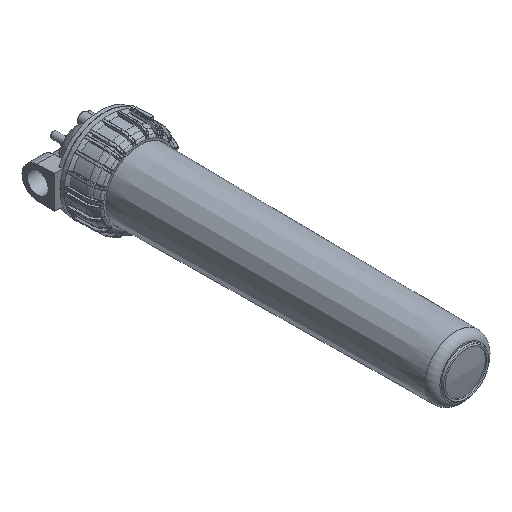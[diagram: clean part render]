
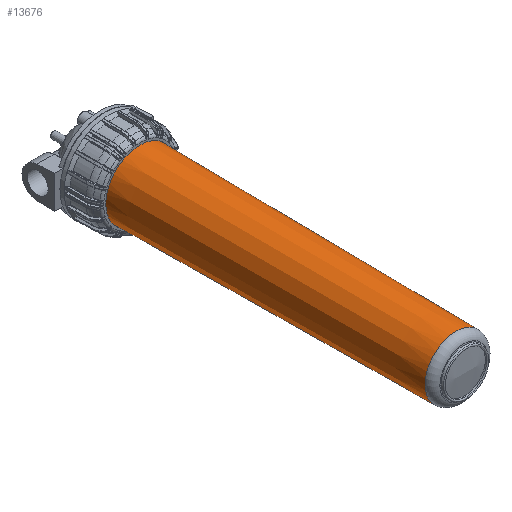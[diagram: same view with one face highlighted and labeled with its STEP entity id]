
A CAD part, isometric view. The second image highlights one B-rep face of the part: STEP entity #13676.
In plain terms, the highlighted conical face has half-angle 0.521 degrees and reference radius 46.867 mm.
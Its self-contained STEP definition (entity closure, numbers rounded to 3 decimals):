
#113=CONICAL_SURFACE('',#14908,46.867,0.009);
#1589=LINE('',#23309,#2041);
#2041=VECTOR('',#16846,46.867);
#2693=FACE_OUTER_BOUND('',#3639,.T.);
#3639=EDGE_LOOP('',(#9652,#9653,#9654,#9655,#9656,#9657,#9658));
#4608=CIRCLE('',#14884,49.);
#4609=CIRCLE('',#14885,49.);
#4620=CIRCLE('',#14904,44.734);
#4621=CIRCLE('',#14905,44.734);
#4623=CIRCLE('',#14907,44.734);
#5545=VERTEX_POINT('',#23266);
#5546=VERTEX_POINT('',#23267);
#5557=VERTEX_POINT('',#23301);
#5558=VERTEX_POINT('',#23302);
#5559=VERTEX_POINT('',#23304);
#7013=EDGE_CURVE('',#5545,#5546,#4608,.T.);
#7014=EDGE_CURVE('',#5546,#5545,#4609,.T.);
#7028=EDGE_CURVE('',#5557,#5558,#4620,.T.);
#7029=EDGE_CURVE('',#5559,#5557,#4621,.T.);
#7031=EDGE_CURVE('',#5558,#5559,#4623,.T.);
#7032=EDGE_CURVE('',#5546,#5558,#1589,.T.);
#9652=ORIENTED_EDGE('',*,*,#7013,.F.);
#9653=ORIENTED_EDGE('',*,*,#7014,.F.);
#9654=ORIENTED_EDGE('',*,*,#7032,.T.);
#9655=ORIENTED_EDGE('',*,*,#7031,.T.);
#9656=ORIENTED_EDGE('',*,*,#7029,.T.);
#9657=ORIENTED_EDGE('',*,*,#7028,.T.);
#9658=ORIENTED_EDGE('',*,*,#7032,.F.);
#13676=ADVANCED_FACE('',(#2693),#113,.T.);
#14884=AXIS2_PLACEMENT_3D('',#23268,#16793,#16794);
#14885=AXIS2_PLACEMENT_3D('',#23269,#16795,#16796);
#14904=AXIS2_PLACEMENT_3D('',#23303,#16836,#16837);
#14905=AXIS2_PLACEMENT_3D('',#23305,#16838,#16839);
#14907=AXIS2_PLACEMENT_3D('',#23307,#16842,#16843);
#14908=AXIS2_PLACEMENT_3D('',#23308,#16844,#16845);
#16793=DIRECTION('center_axis',(0.,1.,0.));
#16794=DIRECTION('ref_axis',(1.,0.,0.));
#16795=DIRECTION('center_axis',(0.,1.,0.));
#16796=DIRECTION('ref_axis',(1.,0.,0.));
#16836=DIRECTION('center_axis',(0.,1.,0.));
#16837=DIRECTION('ref_axis',(1.,0.,0.));
#16838=DIRECTION('center_axis',(0.,1.,0.));
#16839=DIRECTION('ref_axis',(1.,0.,0.));
#16842=DIRECTION('center_axis',(0.,1.,0.));
#16843=DIRECTION('ref_axis',(1.,0.,0.));
#16844=DIRECTION('center_axis',(0.,1.,0.));
#16845=DIRECTION('ref_axis',(-1.,0.,0.));
#16846=DIRECTION('',(-0.009,-1.,0.));
#23266=CARTESIAN_POINT('',(-49.,0.,0.));
#23267=CARTESIAN_POINT('',(49.,0.,0.));
#23268=CARTESIAN_POINT('Origin',(0.,0.,0.));
#23269=CARTESIAN_POINT('Origin',(0.,0.,0.));
#23301=CARTESIAN_POINT('',(-44.734,-469.237,0.));
#23302=CARTESIAN_POINT('',(44.734,-469.237,0.));
#23303=CARTESIAN_POINT('Origin',(0.,-469.237,0.));
#23304=CARTESIAN_POINT('',(0.,-469.237,-44.734));
#23305=CARTESIAN_POINT('Origin',(0.,-469.237,0.));
#23307=CARTESIAN_POINT('Origin',(0.,-469.237,0.));
#23308=CARTESIAN_POINT('Origin',(0.,-234.619,0.));
#23309=CARTESIAN_POINT('',(46.867,-234.619,0.));
